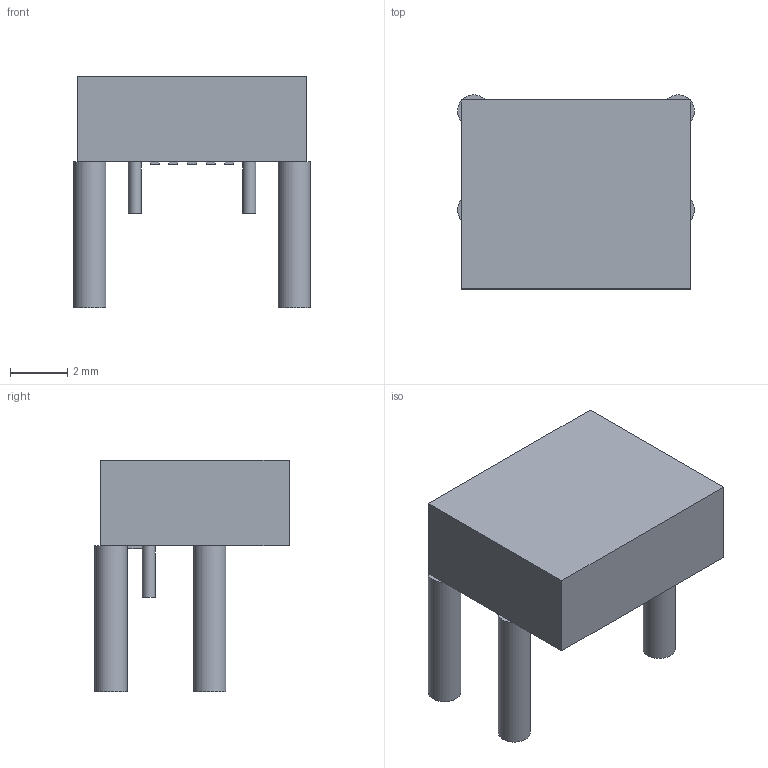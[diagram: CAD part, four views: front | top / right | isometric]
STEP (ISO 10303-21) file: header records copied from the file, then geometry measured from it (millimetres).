
FILE_DESCRIPTION(('FreeCAD Model'),'2;1');
FILE_NAME('2414338.1.4.stp','2020-04-11T01:57:55',( 'Author'),(''),'Open CASCADE STEP processor 6.9','FreeCAD','Unknown' );
FILE_SCHEMA(('AUTOMOTIVE_DESIGN { 1 0 10303 214 1 1 1 1 }'));
Length unit declared in the file: millimetre
Products named in the file (5): ASSEMBLY; Body; Pins; Lugs; Leads
Assembly tree (14 placements, depth 2):
  ASSEMBLY
    Body
    Pins
    Lugs  x6
    Leads  x6
Bounding box: 8.28 x 6.78 x 8.1 mm (x, y, z)
Volume: 284.5 mm3; surface area: 715.4 mm2
Topology: 42 solids, 42 shells, 144 faces, 180 edges, 120 vertices
Faces by surface type: plane 108, cylinder 36
Full cylindrical faces by diameter (mm): 0.45 x12, 1.129 x24
Entity records: 2670 total; most frequent: DIRECTION 420, CARTESIAN_POINT 399, LINE 246, VECTOR 246, ORIENTED_EDGE 180, PCURVE 180, DEFINITIONAL_REPRESENTATION 180, EDGE_CURVE 90
